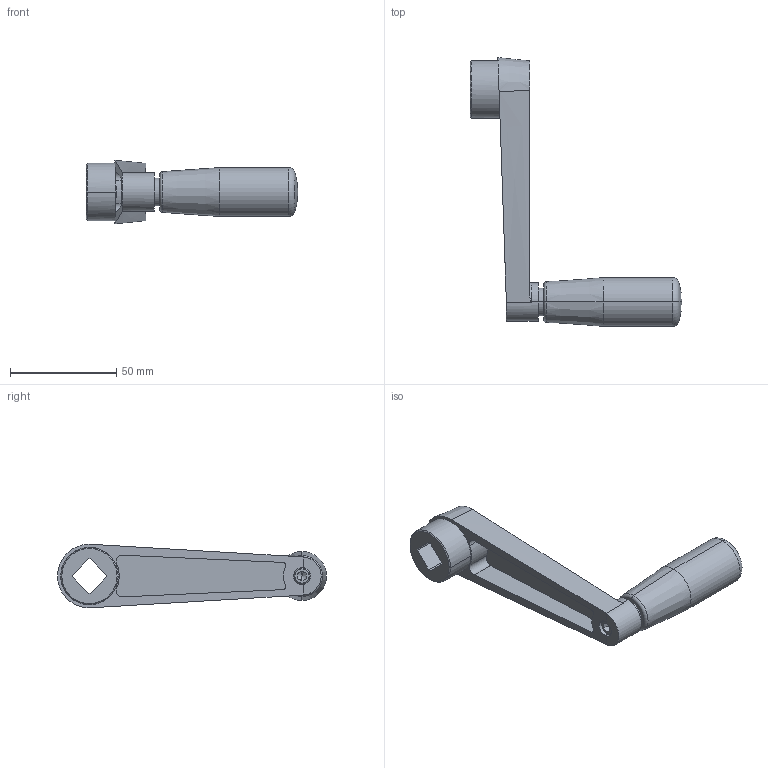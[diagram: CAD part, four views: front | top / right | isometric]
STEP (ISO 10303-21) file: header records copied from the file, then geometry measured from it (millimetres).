
FILE_DESCRIPTION(('STEP AP214'),'1');
FILE_NAME('HALDERN_EH_24330_0412.stp','2017-08-10T07:33:13',('TraceParts'),('TraceParts S.A.'),'Spatial InterOp 3D',' ',' ');
FILE_SCHEMA(('automotive_design'));
Length unit declared in the file: millimetre
Products named in the file (2): HALDERN_EH_24330_0412_1; HALDERN_EH_24330_0412_2
Bounding box: 99.5 x 126.5 x 29.87 mm (x, y, z)
Volume: 53041.2 mm3; surface area: 19035.9 mm2
Topology: 2 solids, 2 shells, 65 faces, 162 edges, 101 vertices
Faces by surface type: plane 25, cylinder 18, cone 10, torus 7, bspline 3, sphere 2
Entity records: 2735 total; most frequent: CARTESIAN_POINT 643, DIRECTION 326, ORIENTED_EDGE 316, EDGE_CURVE 158, AXIS2_PLACEMENT_3D 126, VERTEX_POINT 101, LINE 74, VECTOR 74
